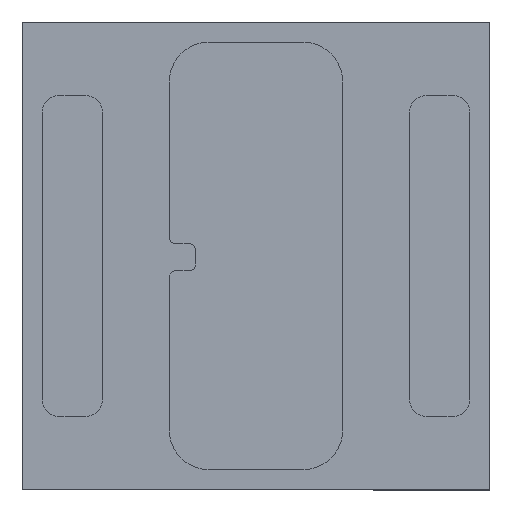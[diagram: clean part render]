
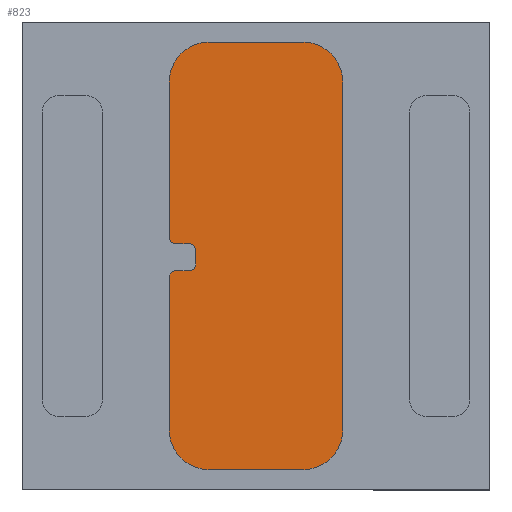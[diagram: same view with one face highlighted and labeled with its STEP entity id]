
A CAD part, top view. The second image highlights one B-rep face of the part: STEP entity #823.
In plain terms, the highlighted planar face has unit normal (0, 0, 1).
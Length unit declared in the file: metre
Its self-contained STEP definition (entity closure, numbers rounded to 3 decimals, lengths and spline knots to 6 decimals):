
#10 = VECTOR ( 'NONE', #52, 1. ) ;
#16 = DIRECTION ( 'NONE',  ( 0., 0., 1. ) ) ;
#22 = CARTESIAN_POINT ( 'NONE',  ( -0.00045, 0.00009, 0.00001 ) ) ;
#25 = CARTESIAN_POINT ( 'NONE',  ( 0.00035, -0.0013, 0.00001 ) ) ;
#39 = ORIENTED_EDGE ( 'NONE', *, *, #1258, .T. ) ;
#52 = DIRECTION ( 'NONE',  ( 1., 0., 0. ) ) ;
#62 = LINE ( 'NONE', #1323, #929 ) ;
#64 = CARTESIAN_POINT ( 'NONE',  ( -0.00035, -0.0013, 0.00001 ) ) ;
#72 = CARTESIAN_POINT ( 'NONE',  ( -0.0006, -0.00016, 0.00001 ) ) ;
#85 = EDGE_CURVE ( 'NONE', #1098, #970, #1486, .T. ) ;
#91 = CARTESIAN_POINT ( 'NONE',  ( -0.0006, -0.00011, 0.00001 ) ) ;
#93 = ORIENTED_EDGE ( 'NONE', *, *, #172, .T. ) ;
#113 = VERTEX_POINT ( 'NONE', #1635 ) ;
#124 = CARTESIAN_POINT ( 'NONE',  ( -0.0005, -0.00006, 0.00001 ) ) ;
#160 = AXIS2_PLACEMENT_3D ( 'NONE', #1415, #1119, #1262 ) ;
#162 = DIRECTION ( 'NONE',  ( -1., 0., 0. ) ) ;
#172 = EDGE_CURVE ( 'NONE', #970, #566, #1096, .T. ) ;
#183 = LINE ( 'NONE', #1398, #1135 ) ;
#184 = DIRECTION ( 'NONE',  ( 0., -1., 0. ) ) ;
#209 = CARTESIAN_POINT ( 'NONE',  ( -0.00065, -0.0016, 0.00001 ) ) ;
#218 = VERTEX_POINT ( 'NONE', #993 ) ;
#230 = ORIENTED_EDGE ( 'NONE', *, *, #991, .T. ) ;
#252 = ORIENTED_EDGE ( 'NONE', *, *, #648, .F. ) ;
#295 = EDGE_CURVE ( 'NONE', #113, #1600, #1582, .T. ) ;
#299 = DIRECTION ( 'NONE',  ( 1., 0., 0. ) ) ;
#309 = VERTEX_POINT ( 'NONE', #1668 ) ;
#310 = CARTESIAN_POINT ( 'NONE',  ( 0.00065, -0.0013, 0.00001 ) ) ;
#318 = DIRECTION ( 'NONE',  ( 0., 0., 1. ) ) ;
#346 = ORIENTED_EDGE ( 'NONE', *, *, #485, .T. ) ;
#356 = ORIENTED_EDGE ( 'NONE', *, *, #1647, .T. ) ;
#385 = AXIS2_PLACEMENT_3D ( 'NONE', #1315, #1596, #497 ) ;
#405 = ORIENTED_EDGE ( 'NONE', *, *, #803, .T. ) ;
#424 = DIRECTION ( 'NONE',  ( 0., 1., 0. ) ) ;
#432 = LINE ( 'NONE', #22, #1074 ) ;
#446 = VERTEX_POINT ( 'NONE', #91 ) ;
#451 = CARTESIAN_POINT ( 'NONE',  ( -0.00065, 0.0016, 0.00001 ) ) ;
#467 = CARTESIAN_POINT ( 'NONE',  ( -0.0005, -0.00011, 0.00001 ) ) ;
#485 = EDGE_CURVE ( 'NONE', #446, #1098, #495, .T. ) ;
#487 = DIRECTION ( 'NONE',  ( 1., 0., 0. ) ) ;
#495 = CIRCLE ( 'NONE', #1242, 0.00005 ) ;
#497 = DIRECTION ( 'NONE',  ( 1., 0., 0. ) ) ;
#509 = DIRECTION ( 'NONE',  ( 1., 0., 0. ) ) ;
#518 = ORIENTED_EDGE ( 'NONE', *, *, #85, .T. ) ;
#530 = DIRECTION ( 'NONE',  ( 1., 0., 0. ) ) ;
#566 = VERTEX_POINT ( 'NONE', #912 ) ;
#572 = DIRECTION ( 'NONE',  ( 0., 0., 1. ) ) ;
#584 = VECTOR ( 'NONE', #1446, 1. ) ;
#615 = EDGE_CURVE ( 'NONE', #1675, #1773, #723, .T. ) ;
#648 = EDGE_CURVE ( 'NONE', #1675, #1771, #432, .T. ) ;
#650 = VERTEX_POINT ( 'NONE', #1112 ) ;
#678 = CARTESIAN_POINT ( 'NONE',  ( 0.00065, 0.0016, 0.00001 ) ) ;
#705 = CARTESIAN_POINT ( 'NONE',  ( -0.0006, 0.00014, 0.00001 ) ) ;
#719 = CARTESIAN_POINT ( 'NONE',  ( -0.00175, -0.00175, 0.00001 ) ) ;
#723 = CIRCLE ( 'NONE', #953, 0.00005 ) ;
#732 = VERTEX_POINT ( 'NONE', #1665 ) ;
#751 = CARTESIAN_POINT ( 'NONE',  ( -0.00065, -0.0013, 0.00001 ) ) ;
#760 = DIRECTION ( 'NONE',  ( 1., 0., 0. ) ) ;
#763 = ORIENTED_EDGE ( 'NONE', *, *, #922, .F. ) ;
#803 = EDGE_CURVE ( 'NONE', #566, #113, #1425, .T. ) ;
#823 = ADVANCED_FACE ( 'NONE', ( #862 ), #1573, .T. ) ;
#846 = EDGE_CURVE ( 'NONE', #1494, #218, #1139, .T. ) ;
#862 = FACE_OUTER_BOUND ( 'NONE', #1545, .T. ) ;
#879 = EDGE_CURVE ( 'NONE', #650, #1771, #1478, .T. ) ;
#895 = LINE ( 'NONE', #1326, #584 ) ;
#896 = ORIENTED_EDGE ( 'NONE', *, *, #879, .T. ) ;
#899 = AXIS2_PLACEMENT_3D ( 'NONE', #1683, #1430, #299 ) ;
#912 = CARTESIAN_POINT ( 'NONE',  ( -0.00035, -0.0016, 0.00001 ) ) ;
#922 = EDGE_CURVE ( 'NONE', #650, #1512, #895, .T. ) ;
#929 = VECTOR ( 'NONE', #760, 1. ) ;
#951 = ORIENTED_EDGE ( 'NONE', *, *, #1629, .T. ) ;
#953 = AXIS2_PLACEMENT_3D ( 'NONE', #124, #1626, #509 ) ;
#970 = VERTEX_POINT ( 'NONE', #751 ) ;
#991 = EDGE_CURVE ( 'NONE', #732, #1494, #1047, .T. ) ;
#993 = CARTESIAN_POINT ( 'NONE',  ( -0.00065, 0.00014, 0.00001 ) ) ;
#1013 = AXIS2_PLACEMENT_3D ( 'NONE', #719, #318, #487 ) ;
#1031 = DIRECTION ( 'NONE',  ( 1., 0., 0. ) ) ;
#1047 = CIRCLE ( 'NONE', #899, 0.0003 ) ;
#1071 = AXIS2_PLACEMENT_3D ( 'NONE', #25, #572, #1123 ) ;
#1074 = VECTOR ( 'NONE', #424, 1. ) ;
#1076 = VECTOR ( 'NONE', #1228, 1. ) ;
#1096 = CIRCLE ( 'NONE', #1643, 0.0003 ) ;
#1098 = VERTEX_POINT ( 'NONE', #1232 ) ;
#1112 = CARTESIAN_POINT ( 'NONE',  ( -0.0005, 0.00009, 0.00001 ) ) ;
#1119 = DIRECTION ( 'NONE',  ( 0., 0., 1. ) ) ;
#1123 = DIRECTION ( 'NONE',  ( 1., 0., 0. ) ) ;
#1130 = DIRECTION ( 'NONE',  ( 1., 0., 0. ) ) ;
#1135 = VECTOR ( 'NONE', #162, 1. ) ;
#1137 = ORIENTED_EDGE ( 'NONE', *, *, #295, .T. ) ;
#1139 = LINE ( 'NONE', #451, #1193 ) ;
#1162 = CIRCLE ( 'NONE', #1360, 0.00005 ) ;
#1167 = DIRECTION ( 'NONE',  ( 0., 0., 1. ) ) ;
#1193 = VECTOR ( 'NONE', #184, 1. ) ;
#1206 = CARTESIAN_POINT ( 'NONE',  ( 0.00065, 0.0013, 0.00001 ) ) ;
#1228 = DIRECTION ( 'NONE',  ( 0., 1., 0. ) ) ;
#1232 = CARTESIAN_POINT ( 'NONE',  ( -0.00065, -0.00016, 0.00001 ) ) ;
#1234 = LINE ( 'NONE', #678, #1076 ) ;
#1242 = AXIS2_PLACEMENT_3D ( 'NONE', #72, #1167, #1031 ) ;
#1244 = CARTESIAN_POINT ( 'NONE',  ( -0.00045, -0.00006, 0.00001 ) ) ;
#1250 = CIRCLE ( 'NONE', #160, 0.0003 ) ;
#1258 = EDGE_CURVE ( 'NONE', #218, #1512, #1162, .T. ) ;
#1262 = DIRECTION ( 'NONE',  ( 1., 0., 0. ) ) ;
#1284 = ORIENTED_EDGE ( 'NONE', *, *, #615, .T. ) ;
#1315 = CARTESIAN_POINT ( 'NONE',  ( -0.0005, 0.00004, 0.00001 ) ) ;
#1323 = CARTESIAN_POINT ( 'NONE',  ( -0.00065, -0.00011, 0.00001 ) ) ;
#1326 = CARTESIAN_POINT ( 'NONE',  ( -0.00065, 0.00009, 0.00001 ) ) ;
#1333 = EDGE_CURVE ( 'NONE', #446, #1773, #62, .T. ) ;
#1336 = CARTESIAN_POINT ( 'NONE',  ( -0.0006, 0.00009, 0.00001 ) ) ;
#1360 = AXIS2_PLACEMENT_3D ( 'NONE', #705, #16, #1130 ) ;
#1398 = CARTESIAN_POINT ( 'NONE',  ( -0.00065, 0.0016, 0.00001 ) ) ;
#1408 = EDGE_CURVE ( 'NONE', #1600, #1442, #1234, .T. ) ;
#1415 = CARTESIAN_POINT ( 'NONE',  ( 0.00035, 0.0013, 0.00001 ) ) ;
#1425 = LINE ( 'NONE', #209, #10 ) ;
#1430 = DIRECTION ( 'NONE',  ( 0., 0., 1. ) ) ;
#1442 = VERTEX_POINT ( 'NONE', #1206 ) ;
#1446 = DIRECTION ( 'NONE',  ( -1., 0., 0. ) ) ;
#1470 = CARTESIAN_POINT ( 'NONE',  ( -0.00065, 0.0013, 0.00001 ) ) ;
#1478 = CIRCLE ( 'NONE', #385, 0.00005 ) ;
#1486 = LINE ( 'NONE', #1745, #1500 ) ;
#1494 = VERTEX_POINT ( 'NONE', #1470 ) ;
#1500 = VECTOR ( 'NONE', #1619, 1. ) ;
#1512 = VERTEX_POINT ( 'NONE', #1336 ) ;
#1545 = EDGE_LOOP ( 'NONE', ( #1638, #346, #518, #93, #405, #1137, #1721, #951, #356, #230, #1688, #39, #763, #896, #252, #1284 ) ) ;
#1573 = PLANE ( 'NONE',  #1013 ) ;
#1582 = CIRCLE ( 'NONE', #1071, 0.0003 ) ;
#1596 = DIRECTION ( 'NONE',  ( 0., 0., -1. ) ) ;
#1600 = VERTEX_POINT ( 'NONE', #310 ) ;
#1619 = DIRECTION ( 'NONE',  ( 0., -1., 0. ) ) ;
#1626 = DIRECTION ( 'NONE',  ( 0., 0., -1. ) ) ;
#1629 = EDGE_CURVE ( 'NONE', #1442, #309, #1250, .T. ) ;
#1635 = CARTESIAN_POINT ( 'NONE',  ( 0.00035, -0.0016, 0.00001 ) ) ;
#1638 = ORIENTED_EDGE ( 'NONE', *, *, #1333, .F. ) ;
#1643 = AXIS2_PLACEMENT_3D ( 'NONE', #64, #1761, #530 ) ;
#1647 = EDGE_CURVE ( 'NONE', #309, #732, #183, .T. ) ;
#1665 = CARTESIAN_POINT ( 'NONE',  ( -0.00035, 0.0016, 0.00001 ) ) ;
#1668 = CARTESIAN_POINT ( 'NONE',  ( 0.00035, 0.0016, 0.00001 ) ) ;
#1675 = VERTEX_POINT ( 'NONE', #1244 ) ;
#1683 = CARTESIAN_POINT ( 'NONE',  ( -0.00035, 0.0013, 0.00001 ) ) ;
#1688 = ORIENTED_EDGE ( 'NONE', *, *, #846, .T. ) ;
#1700 = CARTESIAN_POINT ( 'NONE',  ( -0.00045, 0.00004, 0.00001 ) ) ;
#1721 = ORIENTED_EDGE ( 'NONE', *, *, #1408, .T. ) ;
#1745 = CARTESIAN_POINT ( 'NONE',  ( -0.00065, 0.0016, 0.00001 ) ) ;
#1761 = DIRECTION ( 'NONE',  ( 0., 0., 1. ) ) ;
#1771 = VERTEX_POINT ( 'NONE', #1700 ) ;
#1773 = VERTEX_POINT ( 'NONE', #467 ) ;
